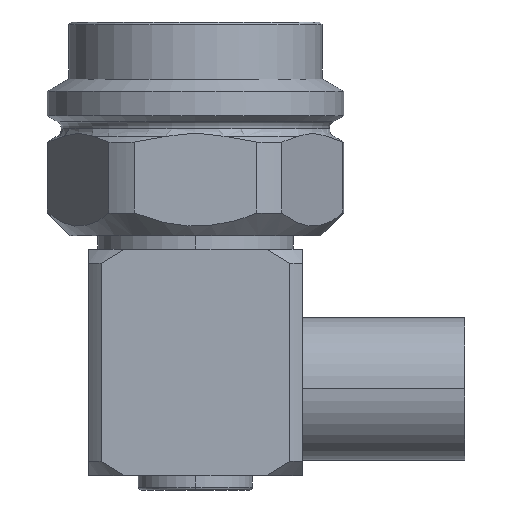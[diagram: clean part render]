
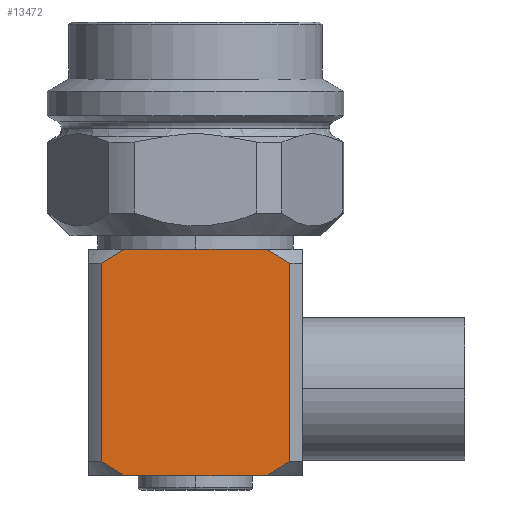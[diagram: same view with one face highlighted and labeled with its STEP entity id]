
A CAD part, left-side view. The second image highlights one B-rep face of the part: STEP entity #13472.
In plain terms, the highlighted planar face has unit normal (-1, 0, 0).
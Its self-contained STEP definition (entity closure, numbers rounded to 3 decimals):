
#92 = CARTESIAN_POINT ( 'NONE',  ( -7.5, -6.081, -30.352 ) ) ;
#628 = ORIENTED_EDGE ( 'NONE', *, *, #2441, .T. ) ;
#1099 = ORIENTED_EDGE ( 'NONE', *, *, #15590, .F. ) ;
#1139 = CARTESIAN_POINT ( 'NONE',  ( -7.5, 4.975, -31. ) ) ;
#1532 = CARTESIAN_POINT ( 'NONE',  ( -7.5, 7.5, -31. ) ) ;
#2441 = EDGE_CURVE ( 'NONE', #9369, #9889, #2752, .T. ) ;
#2713 = CARTESIAN_POINT ( 'NONE',  ( -7.5, -4.975, -31. ) ) ;
#2752 = LINE ( 'NONE', #8644, #4172 ) ;
#2881 = CARTESIAN_POINT ( 'NONE',  ( -7.5, 6.614, -16.1 ) ) ;
#2988 = PLANE ( 'NONE',  #13505 ) ;
#3057 = DIRECTION ( 'NONE',  ( 0., 0., 1. ) ) ;
#3209 = CARTESIAN_POINT ( 'NONE',  ( -7.5, 4.975, -15.1 ) ) ;
#3350 = LINE ( 'NONE', #5314, #11319 ) ;
#3383 = CARTESIAN_POINT ( 'NONE',  ( -7.5, 4.975, -31. ) ) ;
#4172 = VECTOR ( 'NONE', #7528, 1000. ) ;
#4329 = CARTESIAN_POINT ( 'NONE',  ( -7.5, 6.614, -16.1 ) ) ;
#4502 = DIRECTION ( 'NONE',  ( 0., -1., 0. ) ) ;
#4621 = CARTESIAN_POINT ( 'NONE',  ( -7.5, -5.537, -30.689 ) ) ;
#4714 = VERTEX_POINT ( 'NONE', #13941 ) ;
#4960 = B_SPLINE_CURVE_WITH_KNOTS ( 'NONE', 3,
 ( #10465, #92, #4621, #15141 ),
 .UNSPECIFIED., .F., .F.,
 ( 4, 4 ),
 ( 0.013, 0.015 ),
 .UNSPECIFIED. ) ;
#5087 = EDGE_CURVE ( 'NONE', #5620, #4714, #18665, .T. ) ;
#5314 = CARTESIAN_POINT ( 'NONE',  ( -7.5, 6.614, 4.062 ) ) ;
#5620 = VERTEX_POINT ( 'NONE', #2881 ) ;
#5680 = ORIENTED_EDGE ( 'NONE', *, *, #12668, .F. ) ;
#6058 = ORIENTED_EDGE ( 'NONE', *, *, #16356, .T. ) ;
#6077 = LINE ( 'NONE', #10844, #11470 ) ;
#6604 = LINE ( 'NONE', #10469, #10102 ) ;
#6844 = ORIENTED_EDGE ( 'NONE', *, *, #18667, .T. ) ;
#7138 = CARTESIAN_POINT ( 'NONE',  ( -7.5, 5.536, -30.69 ) ) ;
#7528 = DIRECTION ( 'NONE',  ( 0., 0., 1. ) ) ;
#7680 = CARTESIAN_POINT ( 'NONE',  ( -7.5, 6.081, -15.748 ) ) ;
#7700 = ORIENTED_EDGE ( 'NONE', *, *, #11424, .F. ) ;
#7931 = CARTESIAN_POINT ( 'NONE',  ( -7.5, -4.975, -15.1 ) ) ;
#8076 = CARTESIAN_POINT ( 'NONE',  ( -7.5, -6.08, -15.747 ) ) ;
#8644 = CARTESIAN_POINT ( 'NONE',  ( -7.5, -6.614, 4.062 ) ) ;
#9369 = VERTEX_POINT ( 'NONE', #16035 ) ;
#9733 = DIRECTION ( 'NONE',  ( 0., 1., 0. ) ) ;
#9889 = VERTEX_POINT ( 'NONE', #11487 ) ;
#10073 = FACE_OUTER_BOUND ( 'NONE', #15258, .T. ) ;
#10102 = VECTOR ( 'NONE', #4502, 1000. ) ;
#10465 = CARTESIAN_POINT ( 'NONE',  ( -7.5, -6.614, -30. ) ) ;
#10469 = CARTESIAN_POINT ( 'NONE',  ( -7.5, 7.5, -31. ) ) ;
#10844 = CARTESIAN_POINT ( 'NONE',  ( -7.5, 6.85, -15.1 ) ) ;
#10848 = VERTEX_POINT ( 'NONE', #17012 ) ;
#11319 = VECTOR ( 'NONE', #15844, 1000. ) ;
#11424 = EDGE_CURVE ( 'NONE', #15809, #15270, #18972, .T. ) ;
#11470 = VECTOR ( 'NONE', #9733, 1000. ) ;
#11487 = CARTESIAN_POINT ( 'NONE',  ( -7.5, -6.614, -16.1 ) ) ;
#11637 = CARTESIAN_POINT ( 'NONE',  ( -7.5, 6.614, -30. ) ) ;
#12046 = DIRECTION ( 'NONE',  ( -1., 0., 0. ) ) ;
#12180 = CARTESIAN_POINT ( 'NONE',  ( -7.5, 5.537, -15.411 ) ) ;
#12371 = ORIENTED_EDGE ( 'NONE', *, *, #5087, .F. ) ;
#12441 = CARTESIAN_POINT ( 'NONE',  ( -7.5, 6.614, -30. ) ) ;
#12668 = EDGE_CURVE ( 'NONE', #10848, #9889, #19343, .T. ) ;
#13472 = ADVANCED_FACE ( 'NONE', ( #10073 ), #2988, .T. ) ;
#13505 = AXIS2_PLACEMENT_3D ( 'NONE', #1532, #12046, #3057 ) ;
#13922 = VERTEX_POINT ( 'NONE', #2713 ) ;
#13941 = CARTESIAN_POINT ( 'NONE',  ( -7.5, 4.975, -15.1 ) ) ;
#14028 = CARTESIAN_POINT ( 'NONE',  ( -7.5, -5.536, -15.41 ) ) ;
#15141 = CARTESIAN_POINT ( 'NONE',  ( -7.5, -4.975, -31. ) ) ;
#15258 = EDGE_LOOP ( 'NONE', ( #628, #5680, #6844, #12371, #6058, #7700, #19323, #1099 ) ) ;
#15270 = VERTEX_POINT ( 'NONE', #12441 ) ;
#15590 = EDGE_CURVE ( 'NONE', #9369, #13922, #4960, .T. ) ;
#15809 = VERTEX_POINT ( 'NONE', #3383 ) ;
#15844 = DIRECTION ( 'NONE',  ( 0., 0., -1. ) ) ;
#16035 = CARTESIAN_POINT ( 'NONE',  ( -7.5, -6.614, -30. ) ) ;
#16136 = CARTESIAN_POINT ( 'NONE',  ( -7.5, 6.08, -30.353 ) ) ;
#16356 = EDGE_CURVE ( 'NONE', #5620, #15270, #3350, .T. ) ;
#17012 = CARTESIAN_POINT ( 'NONE',  ( -7.5, -4.975, -15.1 ) ) ;
#17904 = EDGE_CURVE ( 'NONE', #15809, #13922, #6604, .T. ) ;
#18597 = CARTESIAN_POINT ( 'NONE',  ( -7.5, -6.614, -16.1 ) ) ;
#18665 = B_SPLINE_CURVE_WITH_KNOTS ( 'NONE', 3,
 ( #4329, #7680, #12180, #3209 ),
 .UNSPECIFIED., .F., .F.,
 ( 4, 4 ),
 ( 0.013, 0.015 ),
 .UNSPECIFIED. ) ;
#18667 = EDGE_CURVE ( 'NONE', #10848, #4714, #6077, .T. ) ;
#18972 = B_SPLINE_CURVE_WITH_KNOTS ( 'NONE', 3,
 ( #1139, #7138, #16136, #11637 ),
 .UNSPECIFIED., .F., .F.,
 ( 4, 4 ),
 ( 0.025, 0.027 ),
 .UNSPECIFIED. ) ;
#19323 = ORIENTED_EDGE ( 'NONE', *, *, #17904, .T. ) ;
#19343 = B_SPLINE_CURVE_WITH_KNOTS ( 'NONE', 3,
 ( #7931, #14028, #8076, #18597 ),
 .UNSPECIFIED., .F., .F.,
 ( 4, 4 ),
 ( 0.025, 0.027 ),
 .UNSPECIFIED. ) ;
